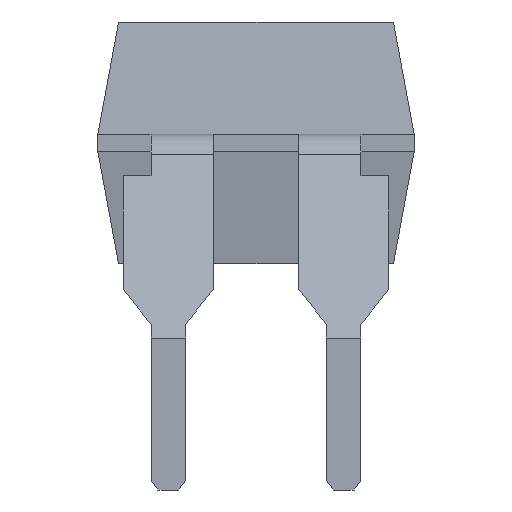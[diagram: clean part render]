
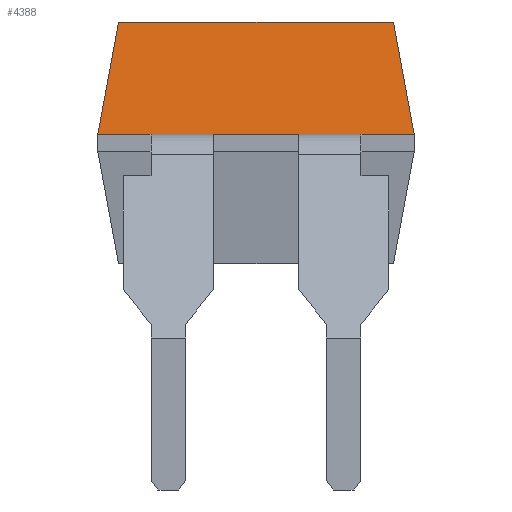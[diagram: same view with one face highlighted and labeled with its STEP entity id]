
A CAD part, left-side view. The second image highlights one B-rep face of the part: STEP entity #4388.
In plain terms, the highlighted planar face has unit normal (-0.988, 0, 0.152).
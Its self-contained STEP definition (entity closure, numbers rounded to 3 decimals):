
#304=ORIENTED_EDGE('',*,*,#1256,.T.);
#305=ORIENTED_EDGE('',*,*,#1257,.T.);
#306=ORIENTED_EDGE('',*,*,#1229,.F.);
#307=ORIENTED_EDGE('',*,*,#1226,.F.);
#308=ORIENTED_EDGE('',*,*,#1258,.F.);
#309=ORIENTED_EDGE('',*,*,#1245,.F.);
#310=ORIENTED_EDGE('',*,*,#1249,.F.);
#311=ORIENTED_EDGE('',*,*,#1259,.F.);
#1226=EDGE_CURVE('',#1703,#1701,#2024,.T.);
#1229=EDGE_CURVE('',#1701,#1707,#2027,.T.);
#1245=EDGE_CURVE('',#1712,#1716,#2043,.T.);
#1249=EDGE_CURVE('',#1720,#1712,#2047,.T.);
#1256=EDGE_CURVE('',#1726,#1727,#2054,.T.);
#1257=EDGE_CURVE('',#1727,#1707,#2055,.T.);
#1258=EDGE_CURVE('',#1716,#1703,#2056,.T.);
#1259=EDGE_CURVE('',#1726,#1720,#2057,.T.);
#1701=VERTEX_POINT('',#5421);
#1703=VERTEX_POINT('',#5426);
#1707=VERTEX_POINT('',#5442);
#1712=VERTEX_POINT('',#5455);
#1716=VERTEX_POINT('',#5464);
#1720=VERTEX_POINT('',#5482);
#1726=VERTEX_POINT('',#5497);
#1727=VERTEX_POINT('',#5498);
#2024=LINE('',#5436,#2328);
#2027=LINE('',#5441,#2331);
#2043=LINE('',#5473,#2347);
#2047=LINE('',#5481,#2351);
#2054=LINE('',#5496,#2358);
#2055=LINE('',#5499,#2359);
#2056=LINE('',#5500,#2360);
#2057=LINE('',#5501,#2361);
#2328=VECTOR('',#4777,1000.);
#2331=VECTOR('',#4782,1000.);
#2347=VECTOR('',#4808,1000.);
#2351=VECTOR('',#4816,1000.);
#2358=VECTOR('',#4827,1000.);
#2359=VECTOR('',#4828,1000.);
#2360=VECTOR('',#4829,1000.);
#2361=VECTOR('',#4830,1000.);
#2635=EDGE_LOOP('',(#304,#305,#306,#307,#308,#309,#310,#311));
#2861=FACE_BOUND('',#2635,.T.);
#3087=PLANE('',#4595);
#4388=ADVANCED_FACE('',(#2861),#3087,.T.);
#4595=AXIS2_PLACEMENT_3D('',#5495,#4825,#4826);
#4777=DIRECTION('',(0.,1.,0.));
#4782=DIRECTION('',(0.,1.,0.));
#4808=DIRECTION('',(0.,1.,0.));
#4816=DIRECTION('',(0.,1.,0.));
#4825=DIRECTION('',(-0.988,0.,0.152));
#4826=DIRECTION('',(0.152,0.,0.988));
#4827=DIRECTION('',(0.,1.,0.));
#4828=DIRECTION('',(-0.15,0.18,-0.972));
#4829=DIRECTION('',(0.,1.,0.));
#4830=DIRECTION('',(-0.15,-0.18,-0.972));
#5421=CARTESIAN_POINT('',(-3.25,1.52,0.125));
#5426=CARTESIAN_POINT('',(-3.25,0.62,0.125));
#5436=CARTESIAN_POINT('',(-3.25,-2.29,0.125));
#5441=CARTESIAN_POINT('',(-3.25,-2.29,0.125));
#5442=CARTESIAN_POINT('',(-3.25,2.29,0.125));
#5455=CARTESIAN_POINT('',(-3.25,-1.52,0.125));
#5464=CARTESIAN_POINT('',(-3.25,-0.62,0.125));
#5473=CARTESIAN_POINT('',(-3.25,-2.29,0.125));
#5481=CARTESIAN_POINT('',(-3.25,-2.29,0.125));
#5482=CARTESIAN_POINT('',(-3.25,-2.29,0.125));
#5495=CARTESIAN_POINT('',(-3.25,-2.29,0.125));
#5496=CARTESIAN_POINT('',(-3.,-2.29,1.75));
#5497=CARTESIAN_POINT('',(-3.,-1.99,1.75));
#5498=CARTESIAN_POINT('',(-3.,1.99,1.75));
#5499=CARTESIAN_POINT('',(-3.127,2.142,0.924));
#5500=CARTESIAN_POINT('',(-3.25,-2.29,0.125));
#5501=CARTESIAN_POINT('',(-3.25,-2.29,0.125));
